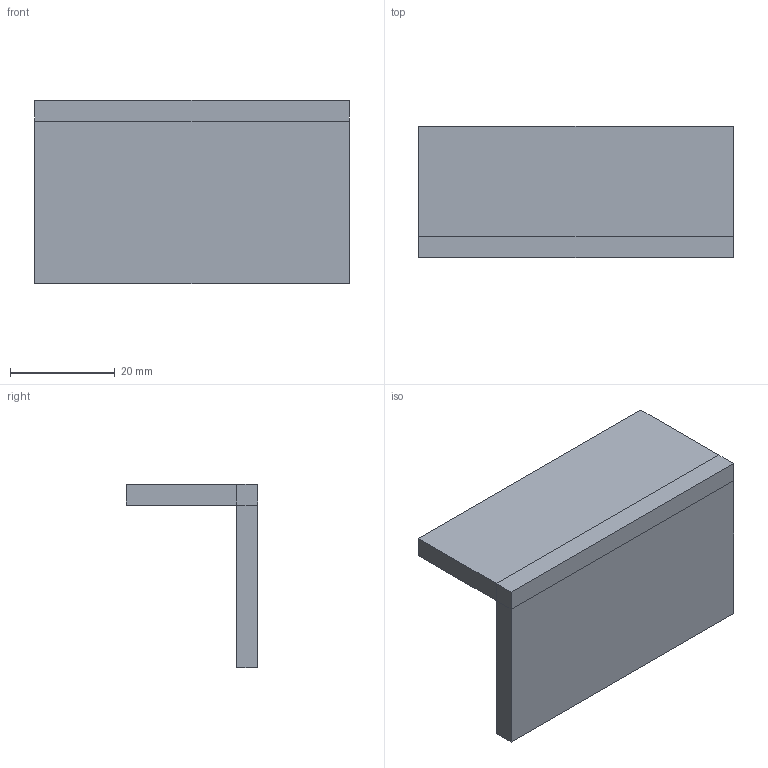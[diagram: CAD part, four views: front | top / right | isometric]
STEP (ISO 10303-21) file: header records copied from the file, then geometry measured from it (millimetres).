
FILE_DESCRIPTION(('FreeCAD Model'),'2;1');
FILE_NAME('Open CASCADE Shape Model','2026-02-18T16:57:51',('FreeCAD'),( 'FreeCAD'),'Open CASCADE STEP processor 7.8','FreeCAD','Unknown');
FILE_SCHEMA(('AUTOMOTIVE_DESIGN { 1 0 10303 214 1 1 1 1 }'));
Length unit declared in the file: millimetre
Products named in the file (1): Open CASCADE STEP translator 7.8 7
Bounding box: 60 x 25 x 35 mm (x, y, z)
Volume: 13378.9 mm3; surface area: 7715.9 mm2
Topology: 1 solids, 1 shells, 20 faces, 37 edges, 22 vertices
Faces by surface type: plane 17, cylinder 3
Full cylindrical faces by diameter (mm): 3.6 x3
Entity records: 493 total; most frequent: DIRECTION 85, CARTESIAN_POINT 80, ORIENTED_EDGE 74, EDGE_CURVE 37, LINE 31, VECTOR 31, AXIS2_PLACEMENT_3D 27, FACE_BOUND 23
